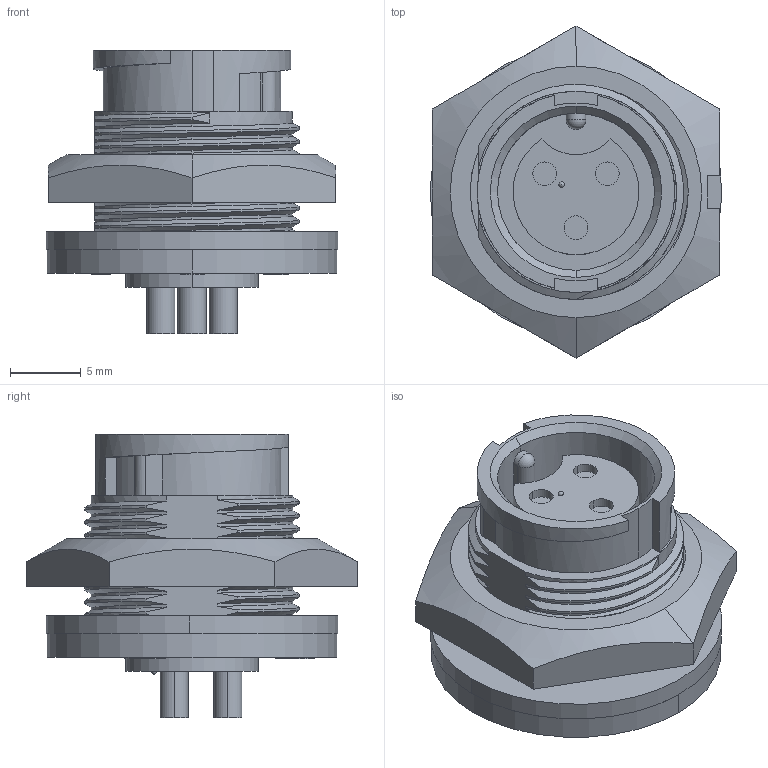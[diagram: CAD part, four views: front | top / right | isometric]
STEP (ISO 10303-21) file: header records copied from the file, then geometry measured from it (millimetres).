
FILE_DESCRIPTION (( 'STEP AP203' ), '1' );
FILE_NAME ('7280-3SG-300.STEP', '2013-06-24T18:39:10', ( 'J0FPBF1' ), ( '' ), 'SwSTEP 2.0', 'SolidWorks 2012', '' );
FILE_SCHEMA (( 'CONFIG_CONTROL_DESIGN' ));
Length unit declared in the file: inch
Products named in the file (1): 7280-3SG-300
Bounding box: 20.62 x 23.46 x 20.04 mm (x, y, z)
Volume: 3201.7 mm3; surface area: 2998.7 mm2
Topology: 2 solids, 2 shells, 208 faces, 565 edges, 375 vertices
Faces by surface type: cylinder 81, plane 67, bspline 53, cone 4, sphere 3
Entity records: 13945 total; most frequent: CARTESIAN_POINT 9284, ORIENTED_EDGE 1118, DIRECTION 728, EDGE_CURVE 559, VERTEX_POINT 372, LINE 256, VECTOR 256, AXIS2_PLACEMENT_3D 236
